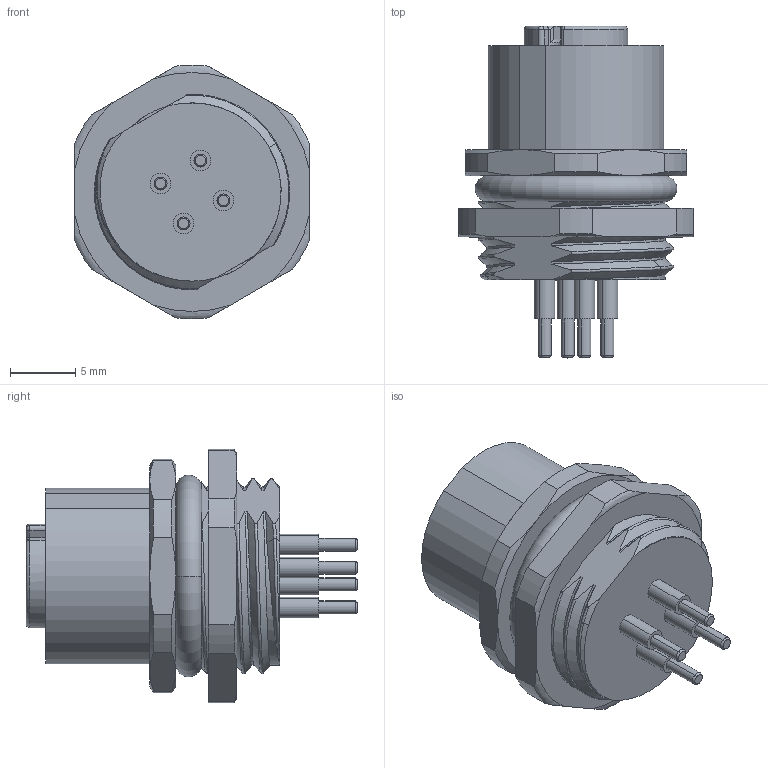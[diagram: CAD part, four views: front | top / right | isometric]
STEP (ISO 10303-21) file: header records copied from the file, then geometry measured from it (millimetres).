
FILE_DESCRIPTION((''),'2;1');
FILE_NAME('M12-F04A-BK-PG9-D_SW0001','2017-07-27T',('hq.zhang'),(''),'PRO/ENGINEER BY PARAMETRIC TECHNOLOGY CORPORATION, 2012480','PRO/ENGINEER BY PARAMETRIC TECHNOLOGY CORPORATION, 2012480','');
FILE_SCHEMA(('AUTOMOTIVE_DESIGN { 1 0 10303 214 1 1 1 1 }'));
Length unit declared in the file: millimetre
Products named in the file (1): M12-F04A-BK-PG9-D_SW0001
Bounding box: 18 x 25.5 x 19.48 mm (x, y, z)
Volume: 2735.8 mm3; surface area: 3400.8 mm2
Topology: 1 solids, 1 shells, 545 faces, 1454 edges, 932 vertices
Faces by surface type: plane 180, cylinder 122, cone 86, extrusion 86, torus 36, bspline 33, sphere 2
Entity records: 21071 total; most frequent: CARTESIAN_POINT 8047, ORIENTED_EDGE 2892, DIRECTION 2357, EDGE_CURVE 1446, VERTEX_POINT 932, AXIS2_PLACEMENT_3D 836, VECTOR 685, LINE 599
